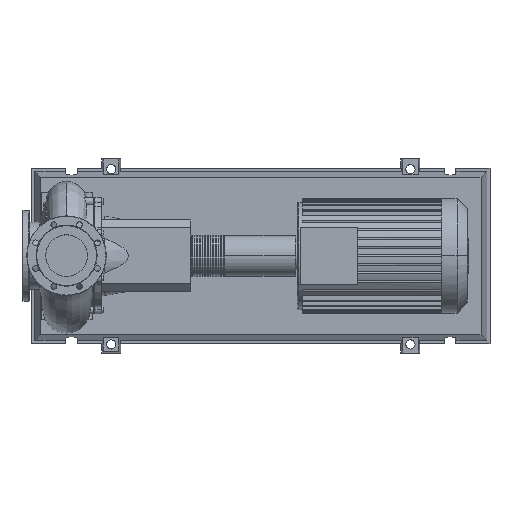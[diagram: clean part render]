
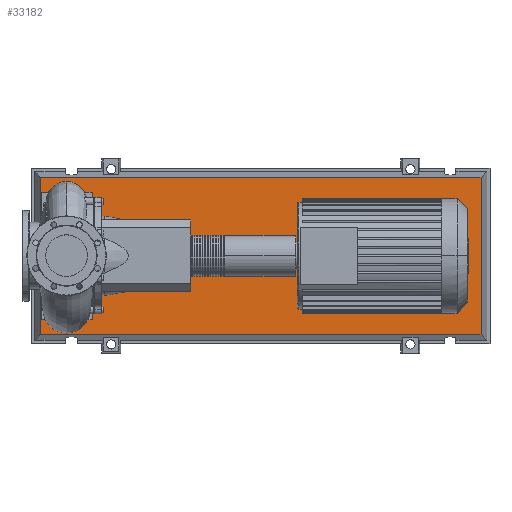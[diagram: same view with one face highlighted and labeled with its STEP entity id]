
A CAD part, top view. The second image highlights one B-rep face of the part: STEP entity #33182.
In plain terms, the highlighted planar face has unit normal (0, 0, 1).
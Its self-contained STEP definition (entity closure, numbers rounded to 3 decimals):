
#29349=CARTESIAN_POINT('',(1301.732,-246.732,103.0));
#29350=VERTEX_POINT('',#29349);
#29357=CARTESIAN_POINT('',(-81.732,-246.732,103.0));
#29358=VERTEX_POINT('',#29357);
#29359=CARTESIAN_POINT('',(1301.732,-246.732,103.0));
#29360=DIRECTION('',(-1.0,0.0,0.0));
#29361=VECTOR('',#29360,1383.465);
#29362=LINE('',#29359,#29361);
#29363=EDGE_CURVE('',#29350,#29358,#29362,.T.);
#33095=CARTESIAN_POINT('',(1301.732,246.732,103.0));
#33096=VERTEX_POINT('',#33095);
#33097=CARTESIAN_POINT('',(1301.732,246.732,103.0));
#33098=DIRECTION('',(0.0,-1.0,0.0));
#33099=VECTOR('',#33098,493.465);
#33100=LINE('',#33097,#33099);
#33101=EDGE_CURVE('',#33096,#29350,#33100,.T.);
#33119=CARTESIAN_POINT('',(-81.732,246.732,103.0));
#33120=VERTEX_POINT('',#33119);
#33121=CARTESIAN_POINT('',(-81.732,-246.732,103.0));
#33122=DIRECTION('',(0.0,1.0,0.0));
#33123=VECTOR('',#33122,493.465);
#33124=LINE('',#33121,#33123);
#33125=EDGE_CURVE('',#29358,#33120,#33124,.T.);
#33158=CARTESIAN_POINT('',(-81.732,246.732,103.0));
#33159=DIRECTION('',(1.0,0.0,0.0));
#33160=VECTOR('',#33159,1383.465);
#33161=LINE('',#33158,#33160);
#33162=EDGE_CURVE('',#33120,#33096,#33161,.T.);
#33171=CARTESIAN_POINT('',(610.,0.0,103.0));
#33172=DIRECTION('',(0.0,0.0,1.0));
#33173=DIRECTION('',(1.0,0.0,0.0));
#33174=AXIS2_PLACEMENT_3D('',#33171,#33172,#33173);
#33175=PLANE('',#33174);
#33176=ORIENTED_EDGE('',*,*,#33101,.F.);
#33177=ORIENTED_EDGE('',*,*,#33162,.F.);
#33178=ORIENTED_EDGE('',*,*,#33125,.F.);
#33179=ORIENTED_EDGE('',*,*,#29363,.F.);
#33180=EDGE_LOOP('',(#33176,#33177,#33178,#33179));
#33181=FACE_OUTER_BOUND('',#33180,.T.);
#33182=ADVANCED_FACE('',(#33181),#33175,.T.);
